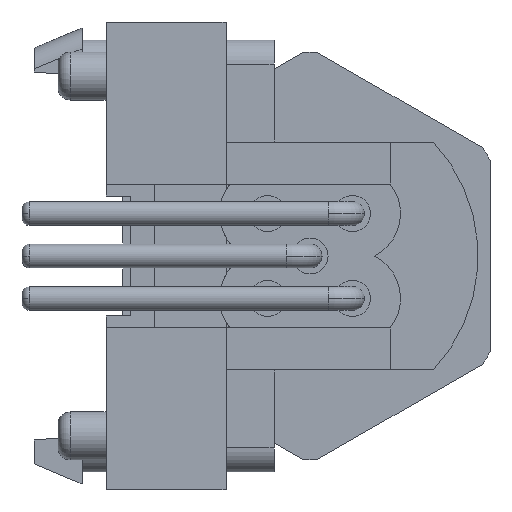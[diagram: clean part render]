
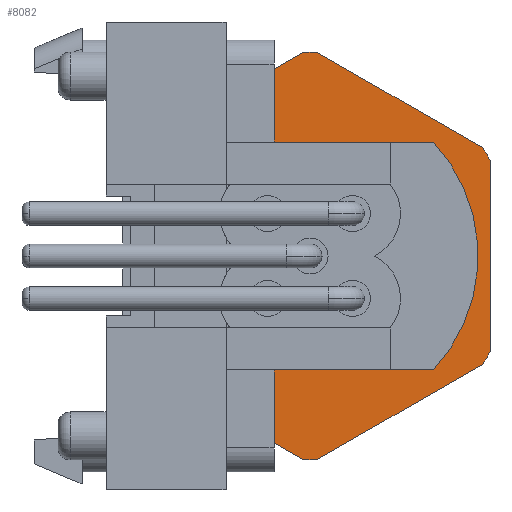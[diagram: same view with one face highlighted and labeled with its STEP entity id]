
A CAD part, left-side view. The second image highlights one B-rep face of the part: STEP entity #8082.
In plain terms, the highlighted planar face has unit normal (-1, 0, 0).
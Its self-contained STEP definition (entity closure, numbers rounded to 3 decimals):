
#32 = ORIENTED_EDGE ( 'NONE', *, *, #6600, .T. ) ;
#68 = EDGE_CURVE ( 'NONE', #2360, #10782, #2661, .T. ) ;
#384 = AXIS2_PLACEMENT_3D ( 'NONE', #6060, #7320, #3509 ) ;
#414 = ORIENTED_EDGE ( 'NONE', *, *, #8868, .T. ) ;
#426 = AXIS2_PLACEMENT_3D ( 'NONE', #7749, #11344, #7902 ) ;
#586 = VERTEX_POINT ( 'NONE', #3628 ) ;
#633 = LINE ( 'NONE', #11800, #5917 ) ;
#908 = CARTESIAN_POINT ( 'NONE',  ( -9.25, 0.286, -8.495 ) ) ;
#1182 = DIRECTION ( 'NONE',  ( 0., 0.866, 0.5 ) ) ;
#1419 = CARTESIAN_POINT ( 'NONE',  ( -9.25, 0., 4.75 ) ) ;
#1442 = EDGE_CURVE ( 'NONE', #6679, #3955, #7891, .T. ) ;
#1509 = CARTESIAN_POINT ( 'NONE',  ( -9.25, 0., 0. ) ) ;
#1579 = DIRECTION ( 'NONE',  ( 0., 0., 1. ) ) ;
#1715 = CARTESIAN_POINT ( 'NONE',  ( -9.25, -7.5, -4.33 ) ) ;
#1731 = CARTESIAN_POINT ( 'NONE',  ( -9.25, 0., -4.75 ) ) ;
#1765 = CARTESIAN_POINT ( 'NONE',  ( -9.25, 0., 0. ) ) ;
#1921 = EDGE_CURVE ( 'NONE', #2874, #15544, #3757, .T. ) ;
#2026 = ORIENTED_EDGE ( 'NONE', *, *, #1921, .T. ) ;
#2100 = DIRECTION ( 'NONE',  ( -1., 0., 0. ) ) ;
#2123 = EDGE_CURVE ( 'NONE', #3206, #586, #15214, .T. ) ;
#2125 = CARTESIAN_POINT ( 'NONE',  ( -9.25, 7.5, 4. ) ) ;
#2200 = AXIS2_PLACEMENT_3D ( 'NONE', #3282, #14050, #4562 ) ;
#2360 = VERTEX_POINT ( 'NONE', #10053 ) ;
#2376 = EDGE_CURVE ( 'NONE', #3677, #4293, #3244, .T. ) ;
#2408 = AXIS2_PLACEMENT_3D ( 'NONE', #11891, #3212, #6864 ) ;
#2471 = VERTEX_POINT ( 'NONE', #1731 ) ;
#2481 = CARTESIAN_POINT ( 'NONE',  ( -9.25, -7.5, 4. ) ) ;
#2633 = ORIENTED_EDGE ( 'NONE', *, *, #4758, .T. ) ;
#2661 = CIRCLE ( 'NONE', #2408, 8.5 ) ;
#2765 = LINE ( 'NONE', #13471, #5927 ) ;
#2793 = DIRECTION ( 'NONE',  ( -1., 0., 0. ) ) ;
#2874 = VERTEX_POINT ( 'NONE', #9869 ) ;
#2943 = CARTESIAN_POINT ( 'NONE',  ( -9.25, 0., 0. ) ) ;
#3033 = ORIENTED_EDGE ( 'NONE', *, *, #10844, .T. ) ;
#3053 = DIRECTION ( 'NONE',  ( -1., 0., 0. ) ) ;
#3206 = VERTEX_POINT ( 'NONE', #908 ) ;
#3212 = DIRECTION ( 'NONE',  ( -1., 0., 0. ) ) ;
#3244 = CIRCLE ( 'NONE', #10120, 8.5 ) ;
#3282 = CARTESIAN_POINT ( 'NONE',  ( -9.25, 0., 0. ) ) ;
#3509 = DIRECTION ( 'NONE',  ( 0., 0., 1. ) ) ;
#3628 = CARTESIAN_POINT ( 'NONE',  ( -9.25, -0.286, -8.495 ) ) ;
#3677 = VERTEX_POINT ( 'NONE', #8622 ) ;
#3757 = CIRCLE ( 'NONE', #426, 8.5 ) ;
#3955 = VERTEX_POINT ( 'NONE', #6925 ) ;
#3963 = VECTOR ( 'NONE', #7277, 1000. ) ;
#4281 = FACE_BOUND ( 'NONE', #15537, .T. ) ;
#4293 = VERTEX_POINT ( 'NONE', #8992 ) ;
#4340 = CARTESIAN_POINT ( 'NONE',  ( -9.25, 0., 0. ) ) ;
#4562 = DIRECTION ( 'NONE',  ( 0., 0., 1. ) ) ;
#4575 = DIRECTION ( 'NONE',  ( -1., 0., 0. ) ) ;
#4725 = AXIS2_PLACEMENT_3D ( 'NONE', #1509, #2793, #5204 ) ;
#4758 = EDGE_CURVE ( 'NONE', #586, #2874, #10866, .T. ) ;
#4791 = DIRECTION ( 'NONE',  ( 0., -0.866, -0.5 ) ) ;
#4969 = CARTESIAN_POINT ( 'NONE',  ( -9.25, -7.214, 4.495 ) ) ;
#5204 = DIRECTION ( 'NONE',  ( 0., 0., 1. ) ) ;
#5757 = DIRECTION ( 'NONE',  ( 0., 0.866, -0.5 ) ) ;
#5917 = VECTOR ( 'NONE', #5757, 1000. ) ;
#5927 = VECTOR ( 'NONE', #11299, 1000. ) ;
#5980 = EDGE_LOOP ( 'NONE', ( #8608, #9611, #414, #14405, #32, #10418, #7907, #3033, #11142, #8870, #9463, #2633, #2026 ) ) ;
#6060 = CARTESIAN_POINT ( 'NONE',  ( -9.25, 0., 0. ) ) ;
#6176 = CIRCLE ( 'NONE', #12797, 8.5 ) ;
#6575 = DIRECTION ( 'NONE',  ( 0., 0., 1. ) ) ;
#6600 = EDGE_CURVE ( 'NONE', #4293, #9185, #10812, .T. ) ;
#6679 = VERTEX_POINT ( 'NONE', #12379 ) ;
#6753 = CIRCLE ( 'NONE', #384, 4.75 ) ;
#6864 = DIRECTION ( 'NONE',  ( 0., 0., 1. ) ) ;
#6898 = EDGE_CURVE ( 'NONE', #2471, #10379, #6753, .T. ) ;
#6925 = CARTESIAN_POINT ( 'NONE',  ( -9.25, 7.214, -4.495 ) ) ;
#7265 = EDGE_CURVE ( 'NONE', #15544, #13713, #15380, .T. ) ;
#7277 = DIRECTION ( 'NONE',  ( 0., -0.866, 0.5 ) ) ;
#7320 = DIRECTION ( 'NONE',  ( -1., 0., 0. ) ) ;
#7326 = CARTESIAN_POINT ( 'NONE',  ( -9.25, -7.5, 4.33 ) ) ;
#7328 = ORIENTED_EDGE ( 'NONE', *, *, #9716, .F. ) ;
#7446 = DIRECTION ( 'NONE',  ( 0., 0., 1. ) ) ;
#7680 = CIRCLE ( 'NONE', #15587, 4.75 ) ;
#7749 = CARTESIAN_POINT ( 'NONE',  ( -9.25, 0., 0. ) ) ;
#7891 = CIRCLE ( 'NONE', #10679, 8.5 ) ;
#7902 = DIRECTION ( 'NONE',  ( 0., 0., 1. ) ) ;
#7907 = ORIENTED_EDGE ( 'NONE', *, *, #68, .T. ) ;
#8082 = ADVANCED_FACE ( 'NONE', ( #4281, #9371 ), #14247, .T. ) ;
#8197 = VECTOR ( 'NONE', #4791, 1000. ) ;
#8608 = ORIENTED_EDGE ( 'NONE', *, *, #7265, .T. ) ;
#8622 = CARTESIAN_POINT ( 'NONE',  ( -9.25, -0.286, 8.495 ) ) ;
#8858 = DIRECTION ( 'NONE',  ( -1., 0., 0. ) ) ;
#8868 = EDGE_CURVE ( 'NONE', #9857, #3677, #14364, .T. ) ;
#8870 = ORIENTED_EDGE ( 'NONE', *, *, #10346, .T. ) ;
#8992 = CARTESIAN_POINT ( 'NONE',  ( -9.25, 0., 8.5 ) ) ;
#9025 = CARTESIAN_POINT ( 'NONE',  ( -9.25, 0., 0. ) ) ;
#9185 = VERTEX_POINT ( 'NONE', #15069 ) ;
#9371 = FACE_OUTER_BOUND ( 'NONE', #5980, .T. ) ;
#9463 = ORIENTED_EDGE ( 'NONE', *, *, #2123, .T. ) ;
#9611 = ORIENTED_EDGE ( 'NONE', *, *, #13799, .T. ) ;
#9716 = EDGE_CURVE ( 'NONE', #10379, #2471, #7680, .T. ) ;
#9857 = VERTEX_POINT ( 'NONE', #4969 ) ;
#9869 = CARTESIAN_POINT ( 'NONE',  ( -9.25, -7.214, -4.495 ) ) ;
#10053 = CARTESIAN_POINT ( 'NONE',  ( -9.25, 7.214, 4.495 ) ) ;
#10120 = AXIS2_PLACEMENT_3D ( 'NONE', #2943, #8858, #1579 ) ;
#10135 = EDGE_CURVE ( 'NONE', #9185, #2360, #633, .T. ) ;
#10292 = DIRECTION ( 'NONE',  ( 0., 0., 1. ) ) ;
#10346 = EDGE_CURVE ( 'NONE', #3955, #3206, #13334, .T. ) ;
#10379 = VERTEX_POINT ( 'NONE', #1419 ) ;
#10418 = ORIENTED_EDGE ( 'NONE', *, *, #10135, .T. ) ;
#10492 = DIRECTION ( 'NONE',  ( 0., 0., 1. ) ) ;
#10679 = AXIS2_PLACEMENT_3D ( 'NONE', #1765, #3053, #6575 ) ;
#10782 = VERTEX_POINT ( 'NONE', #2125 ) ;
#10812 = CIRCLE ( 'NONE', #4725, 8.5 ) ;
#10844 = EDGE_CURVE ( 'NONE', #10782, #6679, #2765, .T. ) ;
#10866 = LINE ( 'NONE', #13509, #3963 ) ;
#11142 = ORIENTED_EDGE ( 'NONE', *, *, #1442, .T. ) ;
#11299 = DIRECTION ( 'NONE',  ( 0., 0., -1. ) ) ;
#11344 = DIRECTION ( 'NONE',  ( -1., 0., 0. ) ) ;
#11417 = VECTOR ( 'NONE', #1182, 1000. ) ;
#11800 = CARTESIAN_POINT ( 'NONE',  ( -9.25, 0., 8.66 ) ) ;
#11891 = CARTESIAN_POINT ( 'NONE',  ( -9.25, 0., 0. ) ) ;
#12379 = CARTESIAN_POINT ( 'NONE',  ( -9.25, 7.5, -4. ) ) ;
#12797 = AXIS2_PLACEMENT_3D ( 'NONE', #9025, #14956, #10292 ) ;
#12941 = DIRECTION ( 'NONE',  ( 0., 0., 1. ) ) ;
#13040 = CARTESIAN_POINT ( 'NONE',  ( -9.25, 0., 0. ) ) ;
#13253 = CARTESIAN_POINT ( 'NONE',  ( -9.25, 7.5, -4.33 ) ) ;
#13334 = LINE ( 'NONE', #13253, #8197 ) ;
#13471 = CARTESIAN_POINT ( 'NONE',  ( -9.25, 7.5, 4.33 ) ) ;
#13509 = CARTESIAN_POINT ( 'NONE',  ( -9.25, 0., -8.66 ) ) ;
#13713 = VERTEX_POINT ( 'NONE', #2481 ) ;
#13799 = EDGE_CURVE ( 'NONE', #13713, #9857, #6176, .T. ) ;
#14050 = DIRECTION ( 'NONE',  ( -1., 0., 0. ) ) ;
#14191 = CARTESIAN_POINT ( 'NONE',  ( -9.25, -7.5, -4. ) ) ;
#14221 = AXIS2_PLACEMENT_3D ( 'NONE', #13040, #2100, #7446 ) ;
#14247 = PLANE ( 'NONE',  #14221 ) ;
#14364 = LINE ( 'NONE', #7326, #11417 ) ;
#14405 = ORIENTED_EDGE ( 'NONE', *, *, #2376, .T. ) ;
#14947 = VECTOR ( 'NONE', #10492, 1000. ) ;
#14956 = DIRECTION ( 'NONE',  ( -1., 0., 0. ) ) ;
#15053 = ORIENTED_EDGE ( 'NONE', *, *, #6898, .F. ) ;
#15069 = CARTESIAN_POINT ( 'NONE',  ( -9.25, 0.286, 8.495 ) ) ;
#15214 = CIRCLE ( 'NONE', #2200, 8.5 ) ;
#15380 = LINE ( 'NONE', #1715, #14947 ) ;
#15537 = EDGE_LOOP ( 'NONE', ( #7328, #15053 ) ) ;
#15544 = VERTEX_POINT ( 'NONE', #14191 ) ;
#15587 = AXIS2_PLACEMENT_3D ( 'NONE', #4340, #4575, #12941 ) ;
